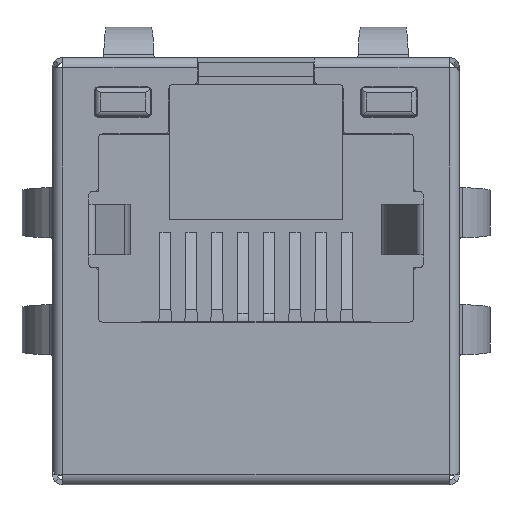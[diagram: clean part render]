
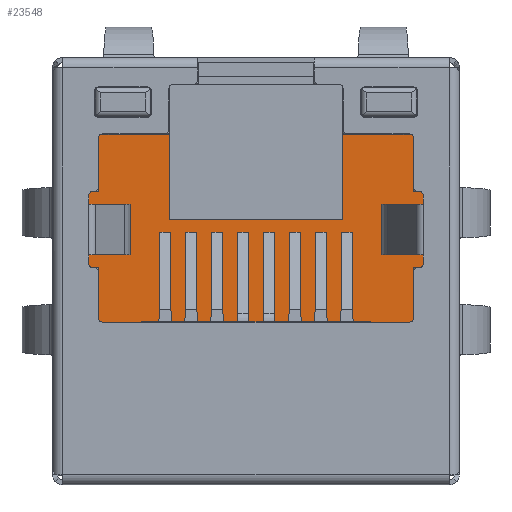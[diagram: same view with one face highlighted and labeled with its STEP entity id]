
A CAD part, front view. The second image highlights one B-rep face of the part: STEP entity #23548.
In plain terms, the highlighted planar face has unit normal (0, -1, 0).
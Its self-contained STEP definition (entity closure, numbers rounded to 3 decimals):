
#1757=ORIENTED_EDGE('',*,*,#6489,.T.);
#1758=ORIENTED_EDGE('',*,*,#6455,.T.);
#1759=ORIENTED_EDGE('',*,*,#6452,.F.);
#1760=ORIENTED_EDGE('',*,*,#6449,.F.);
#1761=ORIENTED_EDGE('',*,*,#6446,.F.);
#1762=ORIENTED_EDGE('',*,*,#6442,.F.);
#1763=ORIENTED_EDGE('',*,*,#6437,.F.);
#1764=ORIENTED_EDGE('',*,*,#6435,.F.);
#1765=ORIENTED_EDGE('',*,*,#6238,.F.);
#1766=ORIENTED_EDGE('',*,*,#6490,.F.);
#1767=ORIENTED_EDGE('',*,*,#6491,.F.);
#1768=ORIENTED_EDGE('',*,*,#6235,.T.);
#1769=ORIENTED_EDGE('',*,*,#6242,.F.);
#1770=ORIENTED_EDGE('',*,*,#6432,.F.);
#1771=ORIENTED_EDGE('',*,*,#6488,.F.);
#1772=ORIENTED_EDGE('',*,*,#6485,.F.);
#1773=ORIENTED_EDGE('',*,*,#6480,.F.);
#1774=ORIENTED_EDGE('',*,*,#6478,.F.);
#1775=ORIENTED_EDGE('',*,*,#6475,.F.);
#1776=ORIENTED_EDGE('',*,*,#6472,.T.);
#6235=EDGE_CURVE('',#8720,#8719,#10321,.T.);
#6238=EDGE_CURVE('',#8721,#8723,#10324,.T.);
#6242=EDGE_CURVE('',#8726,#8719,#10328,.T.);
#6432=EDGE_CURVE('',#8840,#8726,#10490,.T.);
#6435=EDGE_CURVE('',#8723,#8841,#10493,.T.);
#6437=EDGE_CURVE('',#8841,#8843,#10495,.T.);
#6442=EDGE_CURVE('',#8843,#8845,#10500,.T.);
#6446=EDGE_CURVE('',#8845,#8847,#10504,.T.);
#6449=EDGE_CURVE('',#8847,#8849,#10507,.T.);
#6452=EDGE_CURVE('',#8849,#8851,#10510,.T.);
#6455=EDGE_CURVE('',#8855,#8851,#10513,.T.);
#6472=EDGE_CURVE('',#8861,#8864,#10530,.T.);
#6475=EDGE_CURVE('',#8861,#8865,#10533,.T.);
#6478=EDGE_CURVE('',#8865,#8867,#10536,.T.);
#6480=EDGE_CURVE('',#8867,#8869,#10538,.T.);
#6485=EDGE_CURVE('',#8869,#8871,#10543,.T.);
#6488=EDGE_CURVE('',#8871,#8840,#10546,.T.);
#6489=EDGE_CURVE('',#8864,#8855,#10547,.T.);
#6490=EDGE_CURVE('',#8873,#8721,#10548,.T.);
#6491=EDGE_CURVE('',#8720,#8873,#10549,.T.);
#8719=VERTEX_POINT('',#31005);
#8720=VERTEX_POINT('',#31007);
#8721=VERTEX_POINT('',#31011);
#8723=VERTEX_POINT('',#31014);
#8726=VERTEX_POINT('',#31020);
#8840=VERTEX_POINT('',#31406);
#8841=VERTEX_POINT('',#31410);
#8843=VERTEX_POINT('',#31417);
#8845=VERTEX_POINT('',#31423);
#8847=VERTEX_POINT('',#31429);
#8849=VERTEX_POINT('',#31436);
#8851=VERTEX_POINT('',#31442);
#8855=VERTEX_POINT('',#31452);
#8861=VERTEX_POINT('',#31475);
#8864=VERTEX_POINT('',#31481);
#8865=VERTEX_POINT('',#31485);
#8867=VERTEX_POINT('',#31491);
#8869=VERTEX_POINT('',#31498);
#8871=VERTEX_POINT('',#31504);
#8873=VERTEX_POINT('',#31515);
#10321=LINE('',#31006,#12193);
#10324=LINE('',#31013,#12196);
#10328=LINE('',#31021,#12200);
#10490=LINE('',#31407,#12362);
#10493=LINE('',#31413,#12365);
#10495=LINE('',#31416,#12367);
#10500=LINE('',#31426,#12372);
#10504=LINE('',#31433,#12376);
#10507=LINE('',#31439,#12379);
#10510=LINE('',#31445,#12382);
#10513=LINE('',#31451,#12385);
#10530=LINE('',#31482,#12402);
#10533=LINE('',#31488,#12405);
#10536=LINE('',#31494,#12408);
#10538=LINE('',#31497,#12410);
#10543=LINE('',#31507,#12415);
#10546=LINE('',#31511,#12418);
#10547=LINE('',#31513,#12419);
#10548=LINE('',#31514,#12420);
#10549=LINE('',#31516,#12421);
#12193=VECTOR('',#26132,1000.);
#12196=VECTOR('',#26137,1000.);
#12200=VECTOR('',#26141,1000.);
#12362=VECTOR('',#26523,1000.);
#12365=VECTOR('',#26528,1000.);
#12367=VECTOR('',#26532,1000.);
#12372=VECTOR('',#26539,1000.);
#12376=VECTOR('',#26545,1000.);
#12379=VECTOR('',#26550,1000.);
#12382=VECTOR('',#26555,1000.);
#12385=VECTOR('',#26560,1000.);
#12402=VECTOR('',#26585,1000.);
#12405=VECTOR('',#26590,1000.);
#12408=VECTOR('',#26595,1000.);
#12410=VECTOR('',#26599,1000.);
#12415=VECTOR('',#26606,1000.);
#12418=VECTOR('',#26611,1000.);
#12419=VECTOR('',#26614,1000.);
#12420=VECTOR('',#26615,1000.);
#12421=VECTOR('',#26616,1000.);
#13992=EDGE_LOOP('',(#1757,#1758,#1759,#1760,#1761,#1762,#1763,#1764,#1765,
#1766,#1767,#1768,#1769,#1770,#1771,#1772,#1773,#1774,#1775,#1776));
#15062=FACE_BOUND('',#13992,.T.);
#16090=PLANE('',#24584);
#23548=ADVANCED_FACE('',(#15062),#16090,.F.);
#24584=AXIS2_PLACEMENT_3D('',#31512,#26612,#26613);
#26132=DIRECTION('',(0.,0.,1.));
#26137=DIRECTION('',(-1.,0.,0.));
#26141=DIRECTION('',(-1.,0.,0.));
#26523=DIRECTION('',(0.,0.,-1.));
#26528=DIRECTION('',(0.,0.,1.));
#26532=DIRECTION('',(-1.,0.,0.));
#26539=DIRECTION('',(0.,0.,1.));
#26545=DIRECTION('',(1.,0.,0.));
#26550=DIRECTION('',(0.,0.,1.));
#26555=DIRECTION('',(1.,0.,0.));
#26560=DIRECTION('',(0.,0.,1.));
#26585=DIRECTION('',(0.,0.,-1.));
#26590=DIRECTION('',(1.,0.,0.));
#26595=DIRECTION('',(0.,0.,-1.));
#26599=DIRECTION('',(1.,0.,0.));
#26606=DIRECTION('',(0.,0.,-1.));
#26611=DIRECTION('',(-1.,0.,0.));
#26612=DIRECTION('',(0.,1.,0.));
#26613=DIRECTION('',(0.,0.,1.));
#26614=DIRECTION('',(-1.,0.,0.));
#26615=DIRECTION('',(0.,0.,1.));
#26616=DIRECTION('',(-1.,0.,0.));
#31005=CARTESIAN_POINT('',(4.5,-0.15,-1.996));
#31006=CARTESIAN_POINT('',(4.5,-0.15,-2.006));
#31007=CARTESIAN_POINT('',(4.5,-0.15,-2.006));
#31011=CARTESIAN_POINT('',(-4.5,-0.15,-1.996));
#31013=CARTESIAN_POINT('',(6.175,-0.15,-1.996));
#31014=CARTESIAN_POINT('',(-6.175,-0.15,-1.996));
#31020=CARTESIAN_POINT('',(6.175,-0.15,-1.996));
#31021=CARTESIAN_POINT('',(6.175,-0.15,-1.996));
#31406=CARTESIAN_POINT('',(6.175,-0.15,0.154));
#31407=CARTESIAN_POINT('',(6.175,-0.15,0.154));
#31410=CARTESIAN_POINT('',(-6.175,-0.15,0.154));
#31413=CARTESIAN_POINT('',(-6.175,-0.15,-1.996));
#31416=CARTESIAN_POINT('',(-6.175,-0.15,0.154));
#31417=CARTESIAN_POINT('',(-7.031,-0.15,0.154));
#31423=CARTESIAN_POINT('',(-7.031,-0.15,3.124));
#31426=CARTESIAN_POINT('',(-7.031,-0.15,0.154));
#31429=CARTESIAN_POINT('',(-6.175,-0.15,3.124));
#31433=CARTESIAN_POINT('',(-7.031,-0.15,3.124));
#31436=CARTESIAN_POINT('',(-6.175,-0.15,5.374));
#31439=CARTESIAN_POINT('',(-6.175,-0.15,3.124));
#31442=CARTESIAN_POINT('',(-3.405,-0.15,5.374));
#31445=CARTESIAN_POINT('',(-6.175,-0.15,5.374));
#31451=CARTESIAN_POINT('',(-3.405,-0.15,2.024));
#31452=CARTESIAN_POINT('',(-3.405,-0.15,2.024));
#31475=CARTESIAN_POINT('',(3.405,-0.15,5.374));
#31481=CARTESIAN_POINT('',(3.405,-0.15,2.024));
#31482=CARTESIAN_POINT('',(3.405,-0.15,7.324));
#31485=CARTESIAN_POINT('',(6.175,-0.15,5.374));
#31488=CARTESIAN_POINT('',(3.405,-0.15,5.374));
#31491=CARTESIAN_POINT('',(6.175,-0.15,3.124));
#31494=CARTESIAN_POINT('',(6.175,-0.15,5.374));
#31497=CARTESIAN_POINT('',(6.175,-0.15,3.124));
#31498=CARTESIAN_POINT('',(7.031,-0.15,3.124));
#31504=CARTESIAN_POINT('',(7.031,-0.15,0.154));
#31507=CARTESIAN_POINT('',(7.031,-0.15,3.124));
#31511=CARTESIAN_POINT('',(7.031,-0.15,0.154));
#31512=CARTESIAN_POINT('',(0.,-0.15,0.));
#31513=CARTESIAN_POINT('',(3.405,-0.15,2.024));
#31514=CARTESIAN_POINT('',(-4.5,-0.15,-2.006));
#31515=CARTESIAN_POINT('',(-4.5,-0.15,-2.006));
#31516=CARTESIAN_POINT('',(4.5,-0.15,-2.006));
